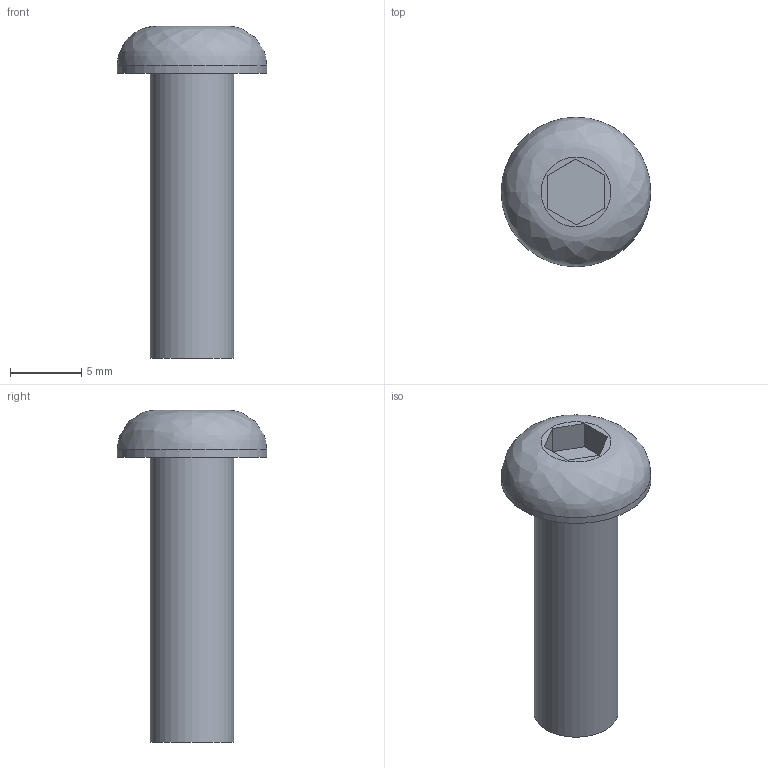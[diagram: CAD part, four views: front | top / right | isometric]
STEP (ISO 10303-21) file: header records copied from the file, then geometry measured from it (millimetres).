
FILE_DESCRIPTION(/* description */ (''),/* implementation_level */ '2;1');
FILE_NAME(/* name */ 'BV-09.step',/* time_stamp */ '2024-05-09T15:52:22+01:00',/* author */ (''),/* organization */ (''),/* preprocessor_version */ 'ST-DEVELOPER v20',/* originating_system */ 'Autodesk Translation Framework v12.20.1.177',/* authorisation */ '');
FILE_SCHEMA (('AUTOMOTIVE_DESIGN { 1 0 10303 214 3 1 1 }'));
Length unit declared in the file: millimetre
Products named in the file (1): BV-09
Bounding box: 10.5 x 10.5 x 23.3 mm (x, y, z)
Volume: 752.9 mm3; surface area: 636.3 mm2
Topology: 1 solids, 1 shells, 13 faces, 26 edges, 17 vertices
Faces by surface type: plane 10, cylinder 2, bspline 1
Full cylindrical faces by diameter (mm): 5.884 x1, 10.5 x1
Entity records: 393 total; most frequent: CARTESIAN_POINT 83, DIRECTION 58, ORIENTED_EDGE 52, EDGE_CURVE 26, LINE 20, VECTOR 20, AXIS2_PLACEMENT_3D 19, VERTEX_POINT 17
